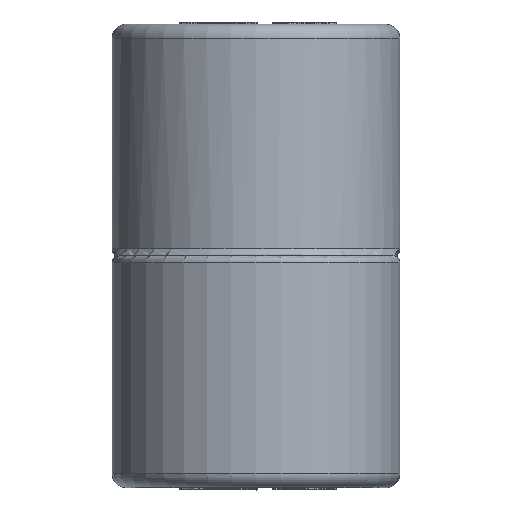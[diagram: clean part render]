
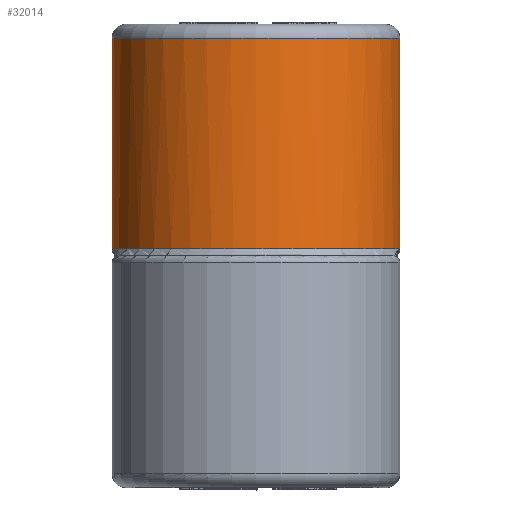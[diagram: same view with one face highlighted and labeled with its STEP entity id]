
A CAD part, top view. The second image highlights one B-rep face of the part: STEP entity #32014.
In plain terms, the highlighted cylindrical face has radius 20.5 mm (diameter 41 mm), a partial arc.
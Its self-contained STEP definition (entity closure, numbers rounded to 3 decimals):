
#2744=CARTESIAN_POINT('',(0.,31.,-4.8));
#2745=DIRECTION('',(0.,-1.,0.));
#2746=DIRECTION('',(1.,0.,0.));
#2747=AXIS2_PLACEMENT_3D('',#2744,#2745,#2746);
#2749=CARTESIAN_POINT('',(0.,31.,-4.8));
#2750=DIRECTION('',(0.,-1.,0.));
#2751=DIRECTION('',(1.,0.,0.007));
#2752=AXIS2_PLACEMENT_3D('',#2749,#2750,#2751);
#2779=DIRECTION('',(0.,-1.,0.));
#2780=VECTOR('',#2779,30.);
#2781=CARTESIAN_POINT('',(-20.5,31.,-4.8));
#2782=LINE('',#2781,#2780);
#2793=CARTESIAN_POINT('',(0.,1.,-4.8));
#2794=DIRECTION('',(0.,1.,0.));
#2795=DIRECTION('',(-1.,0.,0.));
#2796=AXIS2_PLACEMENT_3D('',#2793,#2794,#2795);
#2798=CARTESIAN_POINT('',(0.,1.,-4.8));
#2799=DIRECTION('',(0.,1.,0.));
#2800=DIRECTION('',(-1.,0.,0.01));
#2801=AXIS2_PLACEMENT_3D('',#2798,#2799,#2800);
#2803=CARTESIAN_POINT('',(0.,1.,-4.8));
#2804=DIRECTION('',(0.,1.,0.));
#2805=DIRECTION('',(1.,0.,0.027));
#2806=AXIS2_PLACEMENT_3D('',#2803,#2804,#2805);
#2808=DIRECTION('',(0.,1.,0.));
#2809=VECTOR('',#2808,0.375);
#2810=CARTESIAN_POINT('',(20.245,0.625,
-1.574));
#2811=LINE('',#2810,#2809);
#2812=DIRECTION('',(0.,-1.,0.));
#2813=VECTOR('',#2812,0.375);
#2814=CARTESIAN_POINT('',(-20.245,1.,
-1.574));
#2815=LINE('',#2814,#2813);
#2816=DIRECTION('',(0.,-1.,0.));
#2817=VECTOR('',#2816,30.);
#2818=CARTESIAN_POINT('',(20.5,31.,-4.8));
#2819=LINE('',#2818,#2817);
#2820=CARTESIAN_POINT('',(20.245,0.625,
-1.574));
#2821=CARTESIAN_POINT('',(20.283,0.703,
-1.816));
#2822=CARTESIAN_POINT('',(20.357,0.837,
-2.337));
#2823=CARTESIAN_POINT('',(20.447,0.967,
-3.226));
#2824=CARTESIAN_POINT('',(20.483,1.,
-3.892));
#2825=CARTESIAN_POINT('',(20.492,1.,-4.244));
#3025=CARTESIAN_POINT('',(-20.492,1.,
-4.244));
#3026=CARTESIAN_POINT('',(-20.483,1.,
-3.893));
#3027=CARTESIAN_POINT('',(-20.447,0.967,
-3.226));
#3028=CARTESIAN_POINT('',(-20.357,0.837,
-2.337));
#3029=CARTESIAN_POINT('',(-20.283,0.703,
-1.816));
#3030=CARTESIAN_POINT('',(-20.245,0.625,
-1.574));
#3071=CARTESIAN_POINT('',(0.,1.,-4.8));
#3072=DIRECTION('',(0.,1.,0.));
#3073=DIRECTION('',(-0.988,0.,0.157));
#3074=AXIS2_PLACEMENT_3D('',#3071,#3072,#3073);
#3076=CARTESIAN_POINT('',(0.,1.,-4.8));
#3077=DIRECTION('',(0.,1.,0.));
#3078=DIRECTION('',(-0.001,0.,1.));
#3079=AXIS2_PLACEMENT_3D('',#3076,#3077,#3078);
#22709=CARTESIAN_POINT('',(-20.5,1.,-4.8));
#22711=VERTEX_POINT('',#22709);
#22712=CARTESIAN_POINT('',(20.5,1.,-4.8));
#22713=VERTEX_POINT('',#22712);
#22714=CARTESIAN_POINT('',(-20.499,1.,-4.596));
#22715=CARTESIAN_POINT('',(-20.492,1.,-4.244));
#22716=VERTEX_POINT('',#22714);
#22717=VERTEX_POINT('',#22715);
#22718=CARTESIAN_POINT('',(20.492,1.,-4.244));
#22719=VERTEX_POINT('',#22718);
#22720=CARTESIAN_POINT('',(20.5,31.,-4.8));
#22721=VERTEX_POINT('',#22720);
#22724=CARTESIAN_POINT('',(-20.5,31.,-4.8));
#22725=VERTEX_POINT('',#22724);
#22726=VERTEX_POINT('',#2820);
#22727=CARTESIAN_POINT('',(20.245,1.,
-1.574));
#22728=VERTEX_POINT('',#22727);
#22729=CARTESIAN_POINT('',(-20.245,1.,-1.574));
#22730=CARTESIAN_POINT('',(-0.022,1.,15.7));
#22731=VERTEX_POINT('',#22729);
#22732=VERTEX_POINT('',#22730);
#22733=CARTESIAN_POINT('',(-20.245,0.625,
-1.574));
#22734=VERTEX_POINT('',#22733);
#22735=CARTESIAN_POINT('',(20.499,31.,-4.656));
#22736=VERTEX_POINT('',#22735);
#31988=CARTESIAN_POINT('',(0.,0.,-4.8));
#31989=DIRECTION('',(0.,1.,0.));
#31990=DIRECTION('',(-1.,0.,0.));
#31991=AXIS2_PLACEMENT_3D('',#31988,#31989,#31990);
#31992=CYLINDRICAL_SURFACE('',#31991,20.5);
#31994=ORIENTED_EDGE('',*,*,#31993,.F.);
#31996=ORIENTED_EDGE('',*,*,#31995,.T.);
#31998=ORIENTED_EDGE('',*,*,#31997,.F.);
#32000=ORIENTED_EDGE('',*,*,#31999,.F.);
#32002=ORIENTED_EDGE('',*,*,#32001,.T.);
#32004=ORIENTED_EDGE('',*,*,#32003,.F.);
#32005=ORIENTED_EDGE('',*,*,#31971,.F.);
#32006=ORIENTED_EDGE('',*,*,#31969,.F.);
#32007=ORIENTED_EDGE('',*,*,#31957,.F.);
#32008=ORIENTED_EDGE('',*,*,#31921,.F.);
#32009=ORIENTED_EDGE('',*,*,#31919,.F.);
#32010=ORIENTED_EDGE('',*,*,#31953,.T.);
#32011=ORIENTED_EDGE('',*,*,#31983,.F.);
#32012=EDGE_LOOP('',(#31994,#31996,#31998,#32000,#32002,#32004,#32005,#32006,
#32007,#32008,#32009,#32010,#32011));
#32013=FACE_OUTER_BOUND('',#32012,.F.);
#32014=ADVANCED_FACE('',(#32013),#31992,.T.);
#2748=CIRCLE('',#2747,20.5);
#2753=CIRCLE('',#2752,20.5);
#2797=CIRCLE('',#2796,20.5);
#2802=CIRCLE('',#2801,20.5);
#2807=CIRCLE('',#2806,20.5);
#2826=B_SPLINE_CURVE_WITH_KNOTS('',3,(#2820,#2821,#2822,#2823,#2824,#2825),
.UNSPECIFIED.,.F.,.F.,(4,1,1,4),(0.,0.333,0.667,1.),
.UNSPECIFIED.);
#3031=B_SPLINE_CURVE_WITH_KNOTS('',3,(#3025,#3026,#3027,#3028,#3029,#3030),
.UNSPECIFIED.,.F.,.F.,(4,1,1,4),(0.,0.333,0.667,1.),
.UNSPECIFIED.);
#3075=CIRCLE('',#3074,20.5);
#3080=CIRCLE('',#3079,20.5);
#31919=EDGE_CURVE('',#22721,#22736,#2748,.T.);
#31921=EDGE_CURVE('',#22736,#22725,#2753,.T.);
#31953=EDGE_CURVE('',#22721,#22713,#2819,.T.);
#31957=EDGE_CURVE('',#22725,#22711,#2782,.T.);
#31969=EDGE_CURVE('',#22711,#22716,#2797,.T.);
#31971=EDGE_CURVE('',#22716,#22717,#2802,.T.);
#31983=EDGE_CURVE('',#22719,#22713,#2807,.T.);
#31993=EDGE_CURVE('',#22726,#22719,#2826,.T.);
#31995=EDGE_CURVE('',#22726,#22728,#2811,.T.);
#31997=EDGE_CURVE('',#22732,#22728,#3080,.T.);
#31999=EDGE_CURVE('',#22731,#22732,#3075,.T.);
#32001=EDGE_CURVE('',#22731,#22734,#2815,.T.);
#32003=EDGE_CURVE('',#22717,#22734,#3031,.T.);
